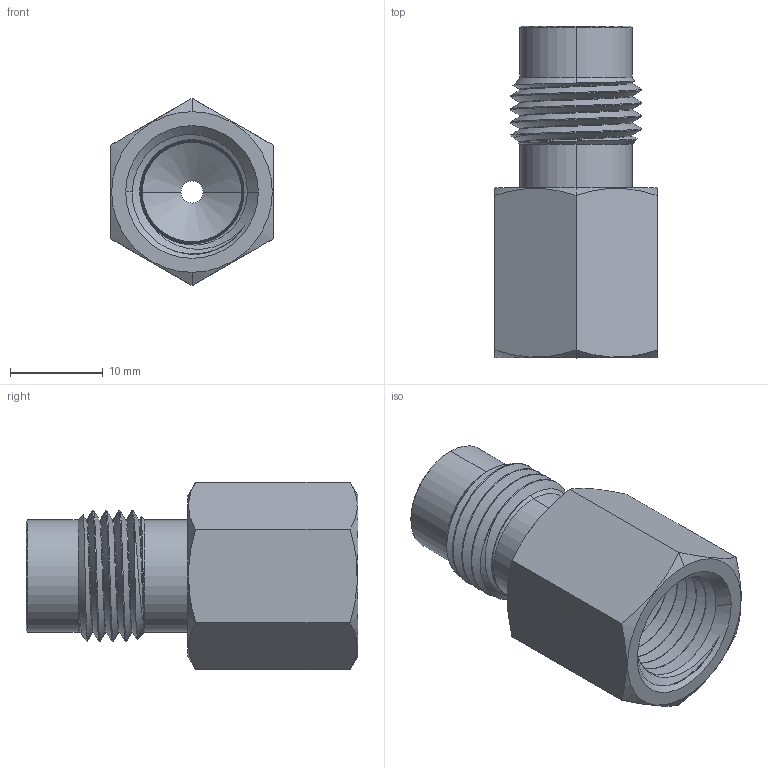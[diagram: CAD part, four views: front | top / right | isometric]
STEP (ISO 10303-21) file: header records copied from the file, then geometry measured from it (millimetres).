
FILE_DESCRIPTION (( 'STEP AP203' ), '1' );
FILE_NAME ('AD-170MSS-4FNPT.STEP', '2025-07-29T16:59:27', ( '' ), ( '' ), 'SwSTEP 2.0', 'SolidWorks 2018', '' );
FILE_SCHEMA (( 'CONFIG_CONTROL_DESIGN' ));
Length unit declared in the file: inch
Products named in the file (1): AD-170MSS-4FNPT
Bounding box: 17.45 x 35.69 x 20.15 mm (x, y, z)
Volume: 5125.3 mm3; surface area: 3498.4 mm2
Topology: 1 solids, 1 shells, 125 faces, 334 edges, 218 vertices
Faces by surface type: bspline 45, plane 31, cone 30, cylinder 19
Entity records: 12836 total; most frequent: CARTESIAN_POINT 10068, ORIENTED_EDGE 668, DIRECTION 362, EDGE_CURVE 334, VERTEX_POINT 218, B_SPLINE_CURVE_WITH_KNOTS 164, VECTOR 140, LINE 140
